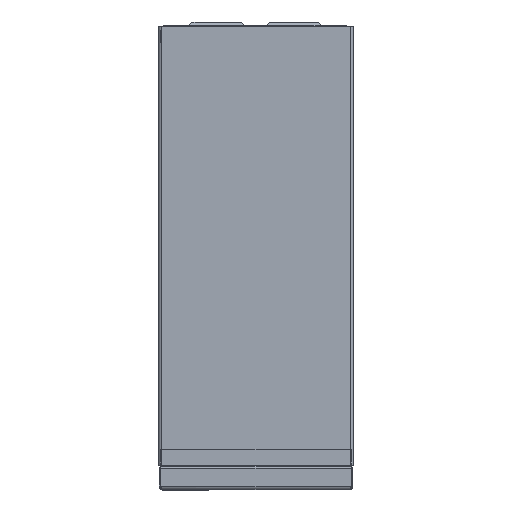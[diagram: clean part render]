
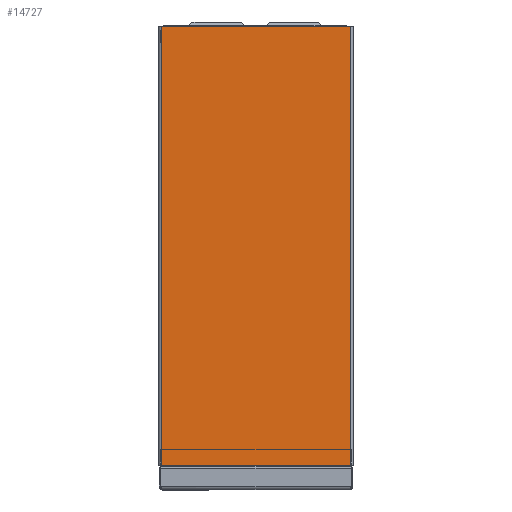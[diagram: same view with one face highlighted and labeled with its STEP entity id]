
A CAD part, top view. The second image highlights one B-rep face of the part: STEP entity #14727.
In plain terms, the highlighted planar face has unit normal (0, 0, 1).
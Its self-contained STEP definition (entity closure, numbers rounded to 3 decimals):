
#14727=ADVANCED_FACE('',(#16552),#15676,.F.);
#15676=PLANE('',#38869);
#16552=FACE_OUTER_BOUND('',#18624,.T.);
#18624=EDGE_LOOP('',(#25622,#25623,#25624,#25625));
#25622=ORIENTED_EDGE('',*,*,#32648,.T.);
#25623=ORIENTED_EDGE('',*,*,#33054,.F.);
#25624=ORIENTED_EDGE('',*,*,#32652,.F.);
#25625=ORIENTED_EDGE('',*,*,#33053,.T.);
#29072=VERTEX_POINT('',#60121);
#29073=VERTEX_POINT('',#60123);
#29075=VERTEX_POINT('',#60129);
#29076=VERTEX_POINT('',#60131);
#32648=EDGE_CURVE('',#29073,#29072,#34840,.T.);
#32652=EDGE_CURVE('',#29075,#29076,#34842,.T.);
#33053=EDGE_CURVE('',#29075,#29073,#34852,.T.);
#33054=EDGE_CURVE('',#29076,#29072,#34853,.T.);
#34840=LINE('',#60122,#36272);
#34842=LINE('',#60130,#36274);
#34852=LINE('',#60932,#36284);
#34853=LINE('',#60934,#36285);
#36272=VECTOR('',#44971,1.);
#36274=VECTOR('',#44979,1.);
#36284=VECTOR('',#45781,1.);
#36285=VECTOR('',#45784,1.);
#38869=AXIS2_PLACEMENT_3D('',#60935,#45785,#45786);
#44971=DIRECTION('',(0.,-1.,0.));
#44979=DIRECTION('',(0.,-1.,0.));
#45781=DIRECTION('',(-1.,0.,0.));
#45784=DIRECTION('',(-1.,0.,0.));
#45785=DIRECTION('',(0.,0.,-1.));
#45786=DIRECTION('',(0.,1.,0.));
#60121=CARTESIAN_POINT('',(-318.,-139.,221.));
#60122=CARTESIAN_POINT('',(-318.,-2.,221.));
#60123=CARTESIAN_POINT('',(-318.,-2.,221.));
#60129=CARTESIAN_POINT('',(0.,-2.,221.));
#60130=CARTESIAN_POINT('',(0.,-2.,221.));
#60131=CARTESIAN_POINT('',(0.,-139.,221.));
#60932=CARTESIAN_POINT('',(0.,-2.,221.));
#60934=CARTESIAN_POINT('',(0.,-139.,221.));
#60935=CARTESIAN_POINT('',(0.,-2.,221.));
